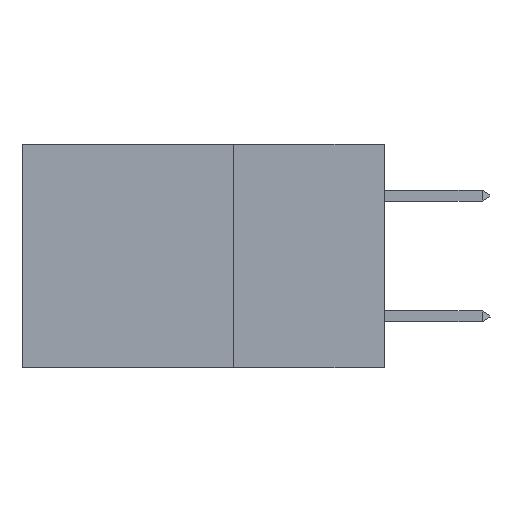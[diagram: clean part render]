
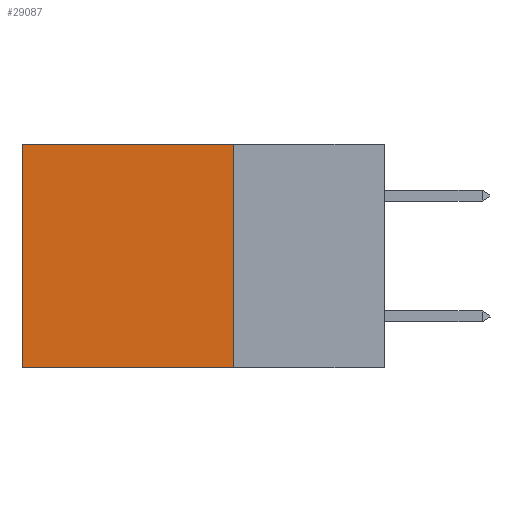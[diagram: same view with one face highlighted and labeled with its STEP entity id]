
A CAD part, left-side view. The second image highlights one B-rep face of the part: STEP entity #29087.
In plain terms, the highlighted planar face has unit normal (-1, 0, 0).
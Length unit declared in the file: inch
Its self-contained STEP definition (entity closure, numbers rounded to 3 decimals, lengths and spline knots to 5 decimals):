
#1343 = ORIENTED_EDGE ( 'NONE', *, *, #5906, .F. ) ;
#1854 = EDGE_CURVE ( 'NONE', #12760, #25536, #29152, .T. ) ;
#2366 = LINE ( 'NONE', #22041, #25661 ) ;
#3418 = CARTESIAN_POINT ( 'NONE',  ( 0.2875, 0.25, 0. ) ) ;
#3488 = DIRECTION ( 'NONE',  ( 0., 1., 0. ) ) ;
#4500 = EDGE_CURVE ( 'NONE', #6410, #12760, #28976, .T. ) ;
#4735 = FACE_OUTER_BOUND ( 'NONE', #28040, .T. ) ;
#5099 = VERTEX_POINT ( 'NONE', #22195 ) ;
#5906 = EDGE_CURVE ( 'NONE', #5099, #25536, #22129, .T. ) ;
#6229 = ORIENTED_EDGE ( 'NONE', *, *, #13548, .F. ) ;
#6410 = VERTEX_POINT ( 'NONE', #3418 ) ;
#6468 = ORIENTED_EDGE ( 'NONE', *, *, #1854, .T. ) ;
#7399 = CARTESIAN_POINT ( 'NONE',  ( 0.2875, 0.25, 0. ) ) ;
#7527 = ORIENTED_EDGE ( 'NONE', *, *, #4500, .T. ) ;
#8222 = CARTESIAN_POINT ( 'NONE',  ( 0.2875, 0.6, -0.37 ) ) ;
#8230 = AXIS2_PLACEMENT_3D ( 'NONE', #9355, #20549, #11400 ) ;
#8986 = DIRECTION ( 'NONE',  ( 0., 0., -1. ) ) ;
#9355 = CARTESIAN_POINT ( 'NONE',  ( 0.2875, 0.25, 0. ) ) ;
#11400 = DIRECTION ( 'NONE',  ( 0., 0., -1. ) ) ;
#12576 = CARTESIAN_POINT ( 'NONE',  ( 0.2875, 0.25, -0.37 ) ) ;
#12760 = VERTEX_POINT ( 'NONE', #15515 ) ;
#13548 = EDGE_CURVE ( 'NONE', #6410, #5099, #2366, .T. ) ;
#14978 = DIRECTION ( 'NONE',  ( 0., 0., -1. ) ) ;
#15392 = VECTOR ( 'NONE', #28289, 39.37008 ) ;
#15515 = CARTESIAN_POINT ( 'NONE',  ( 0.2875, 0.6, 0. ) ) ;
#20549 = DIRECTION ( 'NONE',  ( 1., 0., 0. ) ) ;
#21987 = CARTESIAN_POINT ( 'NONE',  ( 0.2875, 0.6, 0. ) ) ;
#22041 = CARTESIAN_POINT ( 'NONE',  ( 0.2875, 0.25, 0. ) ) ;
#22129 = LINE ( 'NONE', #12576, #15392 ) ;
#22195 = CARTESIAN_POINT ( 'NONE',  ( 0.2875, 0.25, -0.37 ) ) ;
#23562 = VECTOR ( 'NONE', #14978, 39.37008 ) ;
#25536 = VERTEX_POINT ( 'NONE', #8222 ) ;
#25661 = VECTOR ( 'NONE', #8986, 39.37008 ) ;
#25842 = VECTOR ( 'NONE', #3488, 39.37008 ) ;
#27312 = PLANE ( 'NONE',  #8230 ) ;
#28040 = EDGE_LOOP ( 'NONE', ( #6468, #1343, #6229, #7527 ) ) ;
#28289 = DIRECTION ( 'NONE',  ( 0., 1., 0. ) ) ;
#28976 = LINE ( 'NONE', #7399, #25842 ) ;
#29087 = ADVANCED_FACE ( 'NONE', ( #4735 ), #27312, .F. ) ;
#29152 = LINE ( 'NONE', #21987, #23562 ) ;
